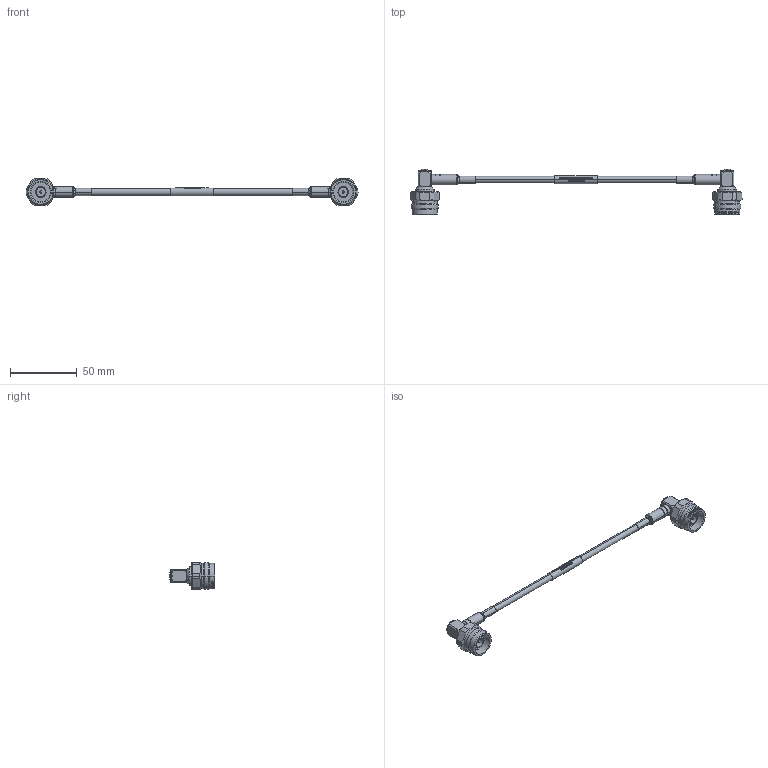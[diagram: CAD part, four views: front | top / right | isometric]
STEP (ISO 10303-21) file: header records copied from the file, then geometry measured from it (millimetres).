
FILE_DESCRIPTION (( 'STEP AP214' ), '1' );
FILE_NAME ('FMCA100143_3D.step', '2024-08-20T16:55:05', ( '' ), ( '' ), 'SwSTEP 2.0', 'SolidWorks 2022', '' );
FILE_SCHEMA (( 'AUTOMOTIVE_DESIGN' ));
Length unit declared in the file: inch
Products named in the file (7): Copy of TC-195-NMH-RA-D_ferrule^TC-195-NMH-RA-D_FMCA100143; FM Cable Assy Label^FMCA100143_D_195; FMCA100143_3D; TC-195-NMH-RA-D^FMCA100143; TCOM-195-240-400-600 for cable assy^FMCA100143_TCOM-195; Copy of TC-195-NMH-RA-D_body^TC-195-NMH-RA-D_FMCA100143; Copy of TC-195-NMH-RA-D_cap^TC-195-NMH-RA-D_FMCA100143
Assembly tree (7 placements, depth 3):
  FMCA100143_3D
    TCOM-195-240-400-600 for cable assy^FMCA100143_TCOM-195
    TC-195-NMH-RA-D^FMCA100143  x2
      Copy of TC-195-NMH-RA-D_body^TC-195-NMH-RA-D_FMCA100143
      Copy of TC-195-NMH-RA-D_cap^TC-195-NMH-RA-D_FMCA100143
      Copy of TC-195-NMH-RA-D_ferrule^TC-195-NMH-RA-D_FMCA100143
    FM Cable Assy Label^FMCA100143_D_195
Bounding box: 248.9 x 33.94 x 20.57 mm (x, y, z)
Volume: 15854.9 mm3; surface area: 17240.1 mm2
Topology: 10 solids, 14 shells, 1712 faces, 4388 edges, 2836 vertices
Faces by surface type: plane 964, bspline 294, cone 208, cylinder 206, torus 40
Entity records: 50776 total; most frequent: CARTESIAN_POINT 20582, ORIENTED_EDGE 6942, DIRECTION 5138, EDGE_CURVE 3471, VERTEX_POINT 2272, LINE 1900, VECTOR 1900, AXIS2_PLACEMENT_3D 1619
